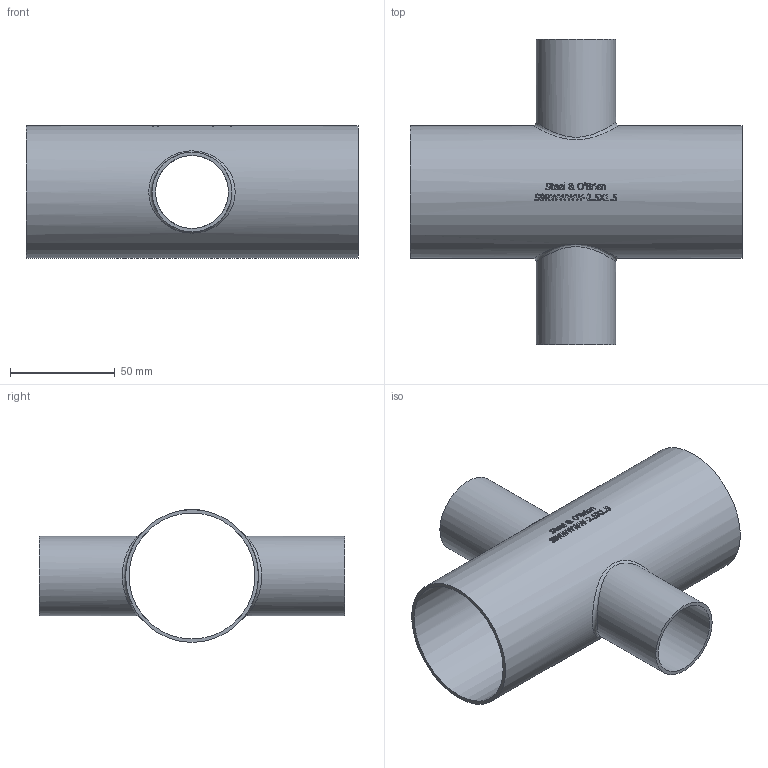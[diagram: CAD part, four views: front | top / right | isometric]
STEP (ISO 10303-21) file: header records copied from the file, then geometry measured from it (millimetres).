
FILE_DESCRIPTION(/* description */ (''),/* implementation_level */ '2;1');
FILE_NAME(/* name */ 'S9RWWWW-2.5X1.5.stp',/* time_stamp */ '2018-11-30T11:11:58-05:00',/* author */ ('rick'),/* organization */ (''),/* preprocessor_version */ 'ST-DEVELOPER v15.2',/* originating_system */ 'Autodesk Inventor 2014',/* authorisation */ '');
FILE_SCHEMA (('AUTOMOTIVE_DESIGN { 1 0 10303 214 3 1 1 }'));
Length unit declared in the file: inch
Products named in the file (1): S9RWWWW-2.5X1.5
Bounding box: 158.75 x 146.05 x 63.5 mm (x, y, z)
Volume: 64352.2 mm3; surface area: 78879.9 mm2
Topology: 1 solids, 1 shells, 453 faces, 1235 edges, 824 vertices
Faces by surface type: plane 207, bspline 201, cylinder 45
Full cylindrical faces by diameter (mm): 34.798 x2, 38.1 x2, 60.198 x1, 63.5 x1
Entity records: 18408 total; most frequent: CARTESIAN_POINT 8091, ORIENTED_EDGE 2444, DIRECTION 1556, EDGE_CURVE 1222, VERTEX_POINT 818, LINE 586, VECTOR 586, EDGE_LOOP 506
